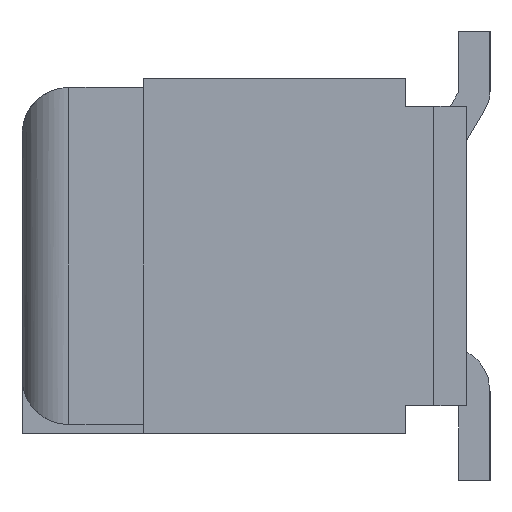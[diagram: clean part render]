
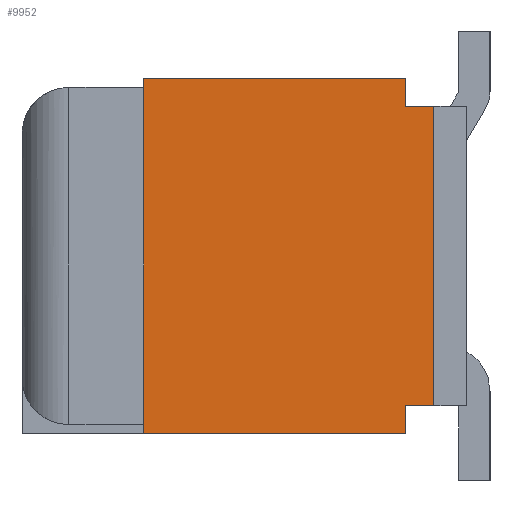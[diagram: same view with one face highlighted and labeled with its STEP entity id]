
A CAD part, left-side view. The second image highlights one B-rep face of the part: STEP entity #9952.
In plain terms, the highlighted planar face has unit normal (-1, 0, 0).
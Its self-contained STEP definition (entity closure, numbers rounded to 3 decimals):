
#5412=EDGE_CURVE('',#14782,#13616,#15853,.T.);
#5780=EDGE_CURVE('',#9320,#14782,#16243,.T.);
#6092=EDGE_CURVE('',#9796,#14476,#16580,.T.);
#6934=EDGE_CURVE('',#13616,#10728,#17492,.T.);
#7094=EDGE_CURVE('',#13894,#13404,#17664,.T.);
#7722=EDGE_CURVE('',#13404,#11168,#18352,.T.);
#8598=EDGE_CURVE('',#13914,#10728,#19304,.T.);
#9320=VERTEX_POINT('',#20085);
#9796=VERTEX_POINT('',#20604);
#9952=ADVANCED_FACE('',(#20772),#20773,.F.);
#10728=VERTEX_POINT('',#21617);
#11168=VERTEX_POINT('',#22088);
#12140=EDGE_CURVE('',#13914,#9796,#23153,.T.);
#12542=EDGE_CURVE('',#14476,#13894,#23583,.T.);
#13302=EDGE_CURVE('',#9320,#11168,#24429,.T.);
#13404=VERTEX_POINT('',#24543);
#13616=VERTEX_POINT('',#24776);
#13894=VERTEX_POINT('',#25074);
#13914=VERTEX_POINT('',#25099);
#14476=VERTEX_POINT('',#25718);
#14782=VERTEX_POINT('',#26052);
#15853=LINE('',#27271,#27272);
#16243=LINE('',#27883,#27884);
#16580=LINE('',#28357,#28358);
#17492=LINE('',#29716,#29717);
#17664=LINE('',#29974,#29975);
#18352=LINE('',#30994,#30995);
#19304=LINE('',#32344,#32345);
#20085=CARTESIAN_POINT('',(-13.0,3.7,1.9));
#20604=CARTESIAN_POINT('',(-13.0,0.9,-1.6));
#20772=FACE_OUTER_BOUND('',#34449,.T.);
#20773=PLANE('',#34450);
#21617=CARTESIAN_POINT('',(-13.0,3.7,-1.9));
#22088=CARTESIAN_POINT('',(-13.0,0.9,1.9));
#23153=LINE('',#37915,#37916);
#23583=LINE('',#38557,#38558);
#24429=LINE('',#39823,#39824);
#24543=CARTESIAN_POINT('',(-13.0,0.9,1.6));
#24776=CARTESIAN_POINT('',(-13.0,3.7,-1.8));
#25074=CARTESIAN_POINT('',(-13.0,0.6,1.6));
#25099=CARTESIAN_POINT('',(-13.0,0.9,-1.9));
#25718=CARTESIAN_POINT('',(-13.0,0.6,-1.6));
#26052=CARTESIAN_POINT('',(-13.0,3.7,1.8));
#27271=CARTESIAN_POINT('',(-13.0,3.7,0.0));
#27272=VECTOR('',#43660,1.0);
#27883=CARTESIAN_POINT('',(-13.0,3.7,0.0));
#27884=VECTOR('',#43993,1.0);
#28357=CARTESIAN_POINT('',(-13.0,1.213,-1.6));
#28358=VECTOR('',#44288,1.0);
#29716=CARTESIAN_POINT('',(-13.0,3.7,0.0));
#29717=VECTOR('',#45242,1.0);
#29974=CARTESIAN_POINT('',(-13.0,1.213,1.6));
#29975=VECTOR('',#45403,1.0);
#30994=CARTESIAN_POINT('',(-13.0,0.9,0.875));
#30995=VECTOR('',#46152,1.0);
#32344=CARTESIAN_POINT('',(-13.0,1.975,-1.9));
#32345=VECTOR('',#47055,1.0);
#34449=EDGE_LOOP('',(#48336,#48337,#48338,#48339,#48340,#48341,#48342,#48343,#48344,#48345));
#34450=AXIS2_PLACEMENT_3D('',#48346,#48347,#48348);
#37915=CARTESIAN_POINT('',(-13.0,0.9,-0.875));
#37916=VECTOR('',#50668,1.0);
#38557=CARTESIAN_POINT('',(-13.0,0.6,0.0));
#38558=VECTOR('',#51133,1.0);
#39823=CARTESIAN_POINT('',(-13.0,1.975,1.9));
#39824=VECTOR('',#52073,1.0);
#43660=DIRECTION('',(0.0,0.0,-1.0));
#43993=DIRECTION('',(0.0,0.0,-1.0));
#44288=DIRECTION('',(0.0,-1.0,0.0));
#45242=DIRECTION('',(0.0,0.0,-1.0));
#45403=DIRECTION('',(0.0,1.0,0.0));
#46152=DIRECTION('',(-0.0,0.0,1.0));
#47055=DIRECTION('',(0.0,1.0,0.0));
#48336=ORIENTED_EDGE('',*,*,#6092,.T.);
#48337=ORIENTED_EDGE('',*,*,#12542,.T.);
#48338=ORIENTED_EDGE('',*,*,#7094,.T.);
#48339=ORIENTED_EDGE('',*,*,#7722,.T.);
#48340=ORIENTED_EDGE('',*,*,#13302,.F.);
#48341=ORIENTED_EDGE('',*,*,#5780,.T.);
#48342=ORIENTED_EDGE('',*,*,#5412,.T.);
#48343=ORIENTED_EDGE('',*,*,#6934,.T.);
#48344=ORIENTED_EDGE('',*,*,#8598,.F.);
#48345=ORIENTED_EDGE('',*,*,#12140,.T.);
#48346=CARTESIAN_POINT('',(-13.0,1.975,0.0));
#48347=DIRECTION('',(1.0,0.0,0.0));
#48348=DIRECTION('',(0.0,0.0,-1.0));
#50668=DIRECTION('',(-0.0,0.0,1.0));
#51133=DIRECTION('',(-0.0,0.0,1.0));
#52073=DIRECTION('',(0.0,-1.0,0.0));
